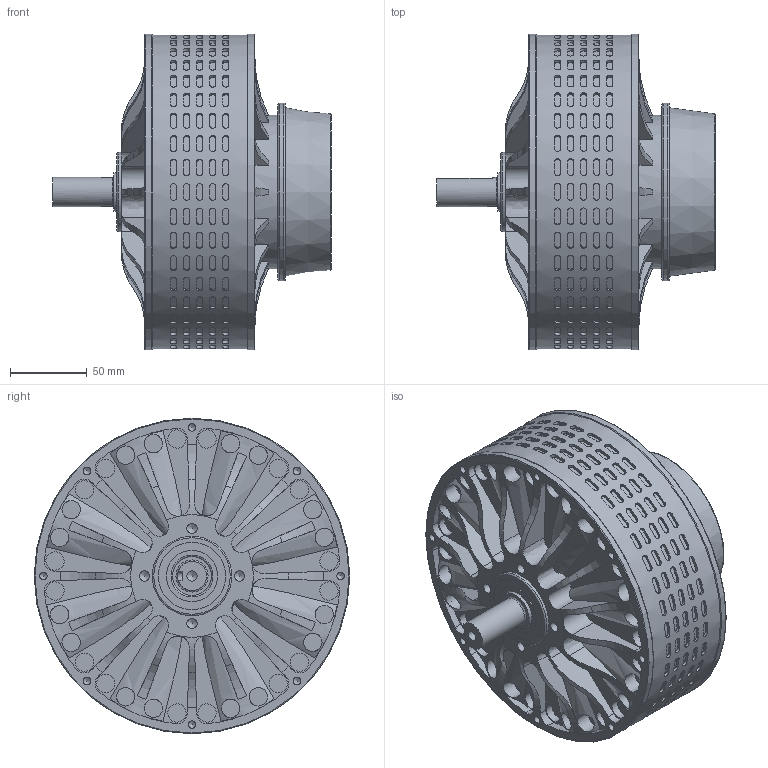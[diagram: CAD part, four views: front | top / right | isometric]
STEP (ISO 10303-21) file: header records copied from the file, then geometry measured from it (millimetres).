
FILE_DESCRIPTION((''),'2;1');
FILE_NAME('AGNI95R.stp','2012-05-05T11:32:42',('Yannick'),(''),'Autodesk Inventor 2010','Autodesk Inventor 2010','');
FILE_SCHEMA(('AUTOMOTIVE_DESIGN { 1 0 10303 214 1 1 1 1 }'));
Length unit declared in the file: millimetre
Products named in the file (1): AGNI95R
Bounding box: 182 x 206 x 206 mm (x, y, z)
Volume: 2730749.1 mm3; surface area: 200707 mm2
Topology: 1 solids, 1 shells, 1494 faces, 3691 edges, 2467 vertices
Faces by surface type: plane 742, cylinder 515, bspline 156, cone 45, torus 36
Full cylindrical faces by diameter (mm): 12 x16, 12.7 x32, 19.05 x1, 25.4 x1, 33.4 x1, 44 x1, 52 x1, 100 x1, 116 x1, 205 x1, 206 x2
Entity records: 52433 total; most frequent: CARTESIAN_POINT 18535, ORIENTED_EDGE 6996, DIRECTION 6791, EDGE_CURVE 3498, AXIS2_PLACEMENT_3D 2651, VERTEX_POINT 2390, EDGE_LOOP 1878, FACE_OUTER_BOUND 1494
